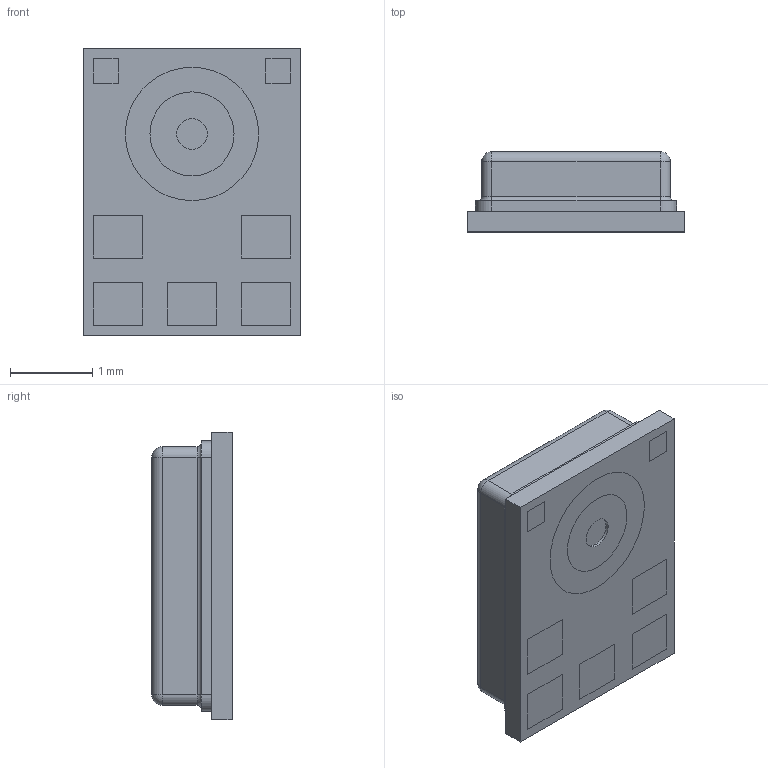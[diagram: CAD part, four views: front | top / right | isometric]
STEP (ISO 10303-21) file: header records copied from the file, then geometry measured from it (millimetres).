
FILE_DESCRIPTION (( 'STEP AP214' ), '1' );
FILE_NAME ('MMICT5848-00-012.STEP', '2025-02-07T11:47:07', ( '' ), ( '' ), 'SwSTEP 2.0', 'SolidWorks 2021', '' );
FILE_SCHEMA (( 'AUTOMOTIVE_DESIGN' ));
Length unit declared in the file: millimetre
Products named in the file (1): MMICT5848-00-012
Bounding box: 2.65 x 0.98 x 3.5 mm (x, y, z)
Volume: 7.7 mm3; surface area: 55.7 mm2
Topology: 12 solids, 12 shells, 144 faces, 308 edges, 196 vertices
Faces by surface type: plane 104, cylinder 32, sphere 4, torus 4
Entity records: 3953 total; most frequent: DIRECTION 662, CARTESIAN_POINT 645, ORIENTED_EDGE 608, EDGE_CURVE 304, VECTOR 236, LINE 236, AXIS2_PLACEMENT_3D 213, VERTEX_POINT 196
